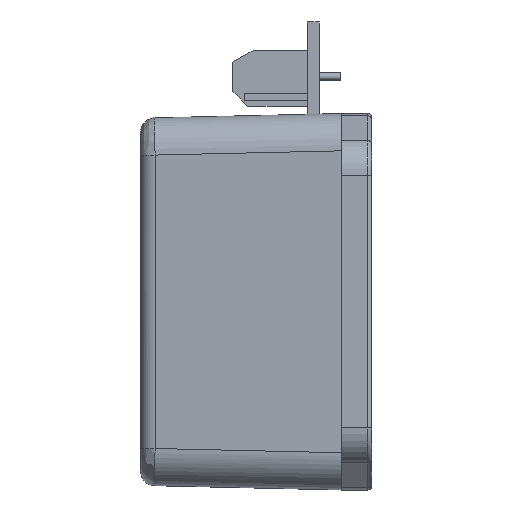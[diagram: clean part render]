
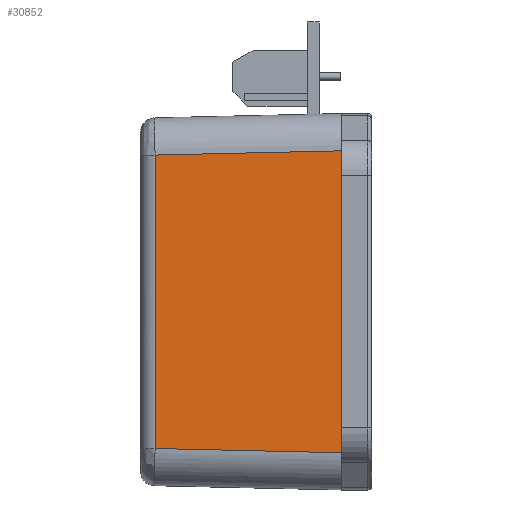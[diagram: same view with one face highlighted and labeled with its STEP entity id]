
A CAD part, left-side view. The second image highlights one B-rep face of the part: STEP entity #30852.
In plain terms, the highlighted face is planar.
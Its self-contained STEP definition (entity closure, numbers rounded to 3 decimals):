
#117 = ORIENTED_EDGE ( 'NONE', *, *, #19962, .F. ) ;
#734 = EDGE_CURVE ( 'NONE', #7466, #22586, #22178, .T. ) ;
#1058 = EDGE_CURVE ( 'NONE', #22586, #34125, #24369, .T. ) ;
#1821 = CARTESIAN_POINT ( 'NONE',  ( -25.25, 0., 0. ) ) ;
#2355 = VECTOR ( 'NONE', #7772, 1000. ) ;
#3282 = DIRECTION ( 'NONE',  ( 0., 1., 0. ) ) ;
#5446 = VECTOR ( 'NONE', #3282, 1000. ) ;
#5595 = VERTEX_POINT ( 'NONE', #11761 ) ;
#5711 = EDGE_LOOP ( 'NONE', ( #7541, #117, #18724, #26754 ) ) ;
#7466 = VERTEX_POINT ( 'NONE', #33741 ) ;
#7541 = ORIENTED_EDGE ( 'NONE', *, *, #1058, .T. ) ;
#7772 = DIRECTION ( 'NONE',  ( 0.023, 0.023, -0.999 ) ) ;
#7970 = DIRECTION ( 'NONE',  ( -1., 0., -0.023 ) ) ;
#9162 = FACE_OUTER_BOUND ( 'NONE', #5711, .T. ) ;
#10002 = CARTESIAN_POINT ( 'NONE',  ( -24.682, 0., -25.045 ) ) ;
#11761 = CARTESIAN_POINT ( 'NONE',  ( -24.682, -19.683, -25.045 ) ) ;
#12384 = PLANE ( 'NONE',  #13943 ) ;
#13463 = CARTESIAN_POINT ( 'NONE',  ( -25.25, 0., 0. ) ) ;
#13943 = AXIS2_PLACEMENT_3D ( 'NONE', #1821, #7970, #24366 ) ;
#15009 = EDGE_CURVE ( 'NONE', #7466, #5595, #16535, .T. ) ;
#15905 = CARTESIAN_POINT ( 'NONE',  ( -25.246, -20.247, -0.173 ) ) ;
#16535 = LINE ( 'NONE', #15905, #2355 ) ;
#18162 = CARTESIAN_POINT ( 'NONE',  ( -24.682, 19.683, -25.045 ) ) ;
#18724 = ORIENTED_EDGE ( 'NONE', *, *, #15009, .F. ) ;
#19210 = CARTESIAN_POINT ( 'NONE',  ( -25.25, 20.251, 0. ) ) ;
#19962 = EDGE_CURVE ( 'NONE', #5595, #34125, #25258, .T. ) ;
#22178 = LINE ( 'NONE', #13463, #5446 ) ;
#22293 = VECTOR ( 'NONE', #34400, 1000. ) ;
#22586 = VERTEX_POINT ( 'NONE', #19210 ) ;
#22707 = VECTOR ( 'NONE', #34609, 1000. ) ;
#24366 = DIRECTION ( 'NONE',  ( -0.023, 0., 1. ) ) ;
#24369 = LINE ( 'NONE', #27952, #22707 ) ;
#25258 = LINE ( 'NONE', #10002, #22293 ) ;
#26754 = ORIENTED_EDGE ( 'NONE', *, *, #734, .T. ) ;
#27952 = CARTESIAN_POINT ( 'NONE',  ( -25.25, 20.251, 0. ) ) ;
#30852 = ADVANCED_FACE ( 'NONE', ( #9162 ), #12384, .T. ) ;
#33741 = CARTESIAN_POINT ( 'NONE',  ( -25.25, -20.251, 0. ) ) ;
#34125 = VERTEX_POINT ( 'NONE', #18162 ) ;
#34400 = DIRECTION ( 'NONE',  ( 0., 1., 0. ) ) ;
#34609 = DIRECTION ( 'NONE',  ( 0.023, -0.023, -0.999 ) ) ;
